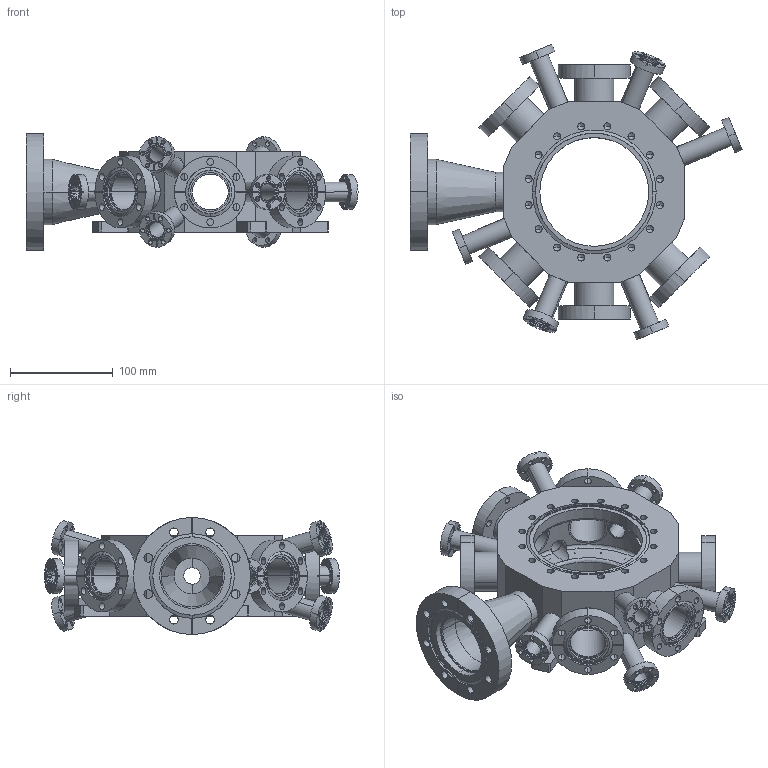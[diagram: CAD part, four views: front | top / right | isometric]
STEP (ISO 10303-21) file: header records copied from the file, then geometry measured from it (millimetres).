
FILE_DESCRIPTION (( 'STEP AP214' ), '1' );
FILE_NAME ('异型科学腔.STEP', '2023-10-30T01:37:25', ( '' ), ( '' ), 'SwSTEP 2.0', 'SolidWorks 2020', '' );
FILE_SCHEMA (( 'AUTOMOTIVE_DESIGN' ));
Length unit declared in the file: millimetre
Products named in the file (11): 徹僅奪; 19奪1; 38奪1; 19奪4; MOT 盓傅輸; 3Dǻ; 19奪3; 錨璃CF35; 錨璃CF16; 祑倰褪悝У; 錨璃CF63
Assembly tree (35 placements, depth 2):
  祑倰褪悝У
    3Dǻ
    19奪1  x3
    錨璃CF16  x8
    38奪1  x6
    錨璃CF35  x6
    19奪4  x4
    徹僅奪
    錨璃CF63
    MOT 盓傅輸  x4
    19奪3
Bounding box: 323.38 x 287.75 x 114 mm (x, y, z)
Volume: 1175854.4 mm3; surface area: 419179.4 mm2
Topology: 35 solids, 35 shells, 1011 faces, 2596 edges, 1670 vertices
Faces by surface type: cylinder 603, plane 246, cone 152, torus 10
Entity records: 17783 total; most frequent: CARTESIAN_POINT 4779, DIRECTION 2574, ORIENTED_EDGE 2312, EDGE_CURVE 1156, AXIS2_PLACEMENT_3D 1038, VERTEX_POINT 734, EDGE_LOOP 618, CIRCLE 548
